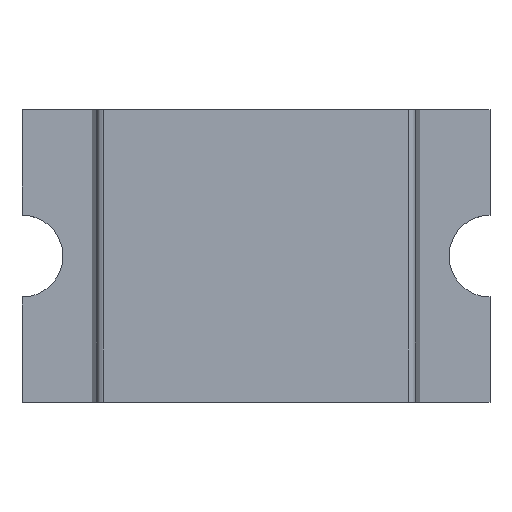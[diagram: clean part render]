
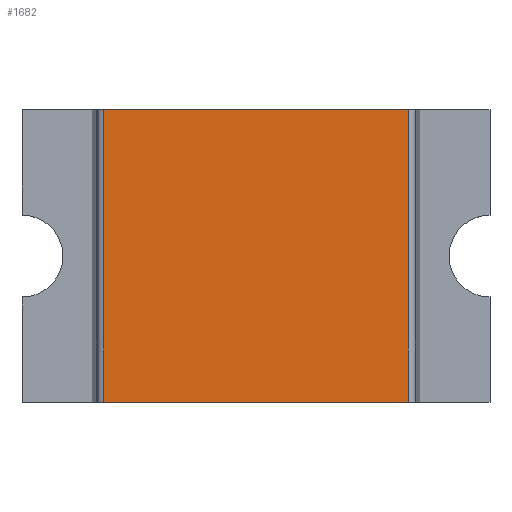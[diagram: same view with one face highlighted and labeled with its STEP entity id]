
A CAD part, top view. The second image highlights one B-rep face of the part: STEP entity #1682.
In plain terms, the highlighted planar face has unit normal (0, 0, 1).
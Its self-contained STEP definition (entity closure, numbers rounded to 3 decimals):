
#1644 = EDGE_CURVE('',#1645,#1647,#1649,.T.);
#1645 = VERTEX_POINT('',#1646);
#1646 = CARTESIAN_POINT('',(-0.65,0.625,0.8));
#1647 = VERTEX_POINT('',#1648);
#1648 = CARTESIAN_POINT('',(-0.65,-0.625,0.8));
#1649 = LINE('',#1650,#1651);
#1650 = CARTESIAN_POINT('',(-0.65,0.625,0.8));
#1651 = VECTOR('',#1652,1.);
#1652 = DIRECTION('',(0.,-1.,0.));
#1682 = ADVANCED_FACE('',(#1683),#1708,.T.);
#1683 = FACE_BOUND('',#1684,.T.);
#1684 = EDGE_LOOP('',(#1685,#1686,#1694,#1702));
#1685 = ORIENTED_EDGE('',*,*,#1644,.T.);
#1686 = ORIENTED_EDGE('',*,*,#1687,.T.);
#1687 = EDGE_CURVE('',#1647,#1688,#1690,.T.);
#1688 = VERTEX_POINT('',#1689);
#1689 = CARTESIAN_POINT('',(0.65,-0.625,0.8));
#1690 = LINE('',#1691,#1692);
#1691 = CARTESIAN_POINT('',(-0.65,-0.625,0.8));
#1692 = VECTOR('',#1693,1.);
#1693 = DIRECTION('',(1.,0.,0.));
#1694 = ORIENTED_EDGE('',*,*,#1695,.F.);
#1695 = EDGE_CURVE('',#1696,#1688,#1698,.T.);
#1696 = VERTEX_POINT('',#1697);
#1697 = CARTESIAN_POINT('',(0.65,0.625,0.8));
#1698 = LINE('',#1699,#1700);
#1699 = CARTESIAN_POINT('',(0.65,0.625,0.8));
#1700 = VECTOR('',#1701,1.);
#1701 = DIRECTION('',(0.,-1.,0.));
#1702 = ORIENTED_EDGE('',*,*,#1703,.F.);
#1703 = EDGE_CURVE('',#1645,#1696,#1704,.T.);
#1704 = LINE('',#1705,#1706);
#1705 = CARTESIAN_POINT('',(-0.65,0.625,0.8));
#1706 = VECTOR('',#1707,1.);
#1707 = DIRECTION('',(1.,0.,0.));
#1708 = PLANE('',#1709);
#1709 = AXIS2_PLACEMENT_3D('',#1710,#1711,#1712);
#1710 = CARTESIAN_POINT('',(-0.65,0.625,0.8));
#1711 = DIRECTION('',(0.,0.,1.));
#1712 = DIRECTION('',(1.,0.,0.));
